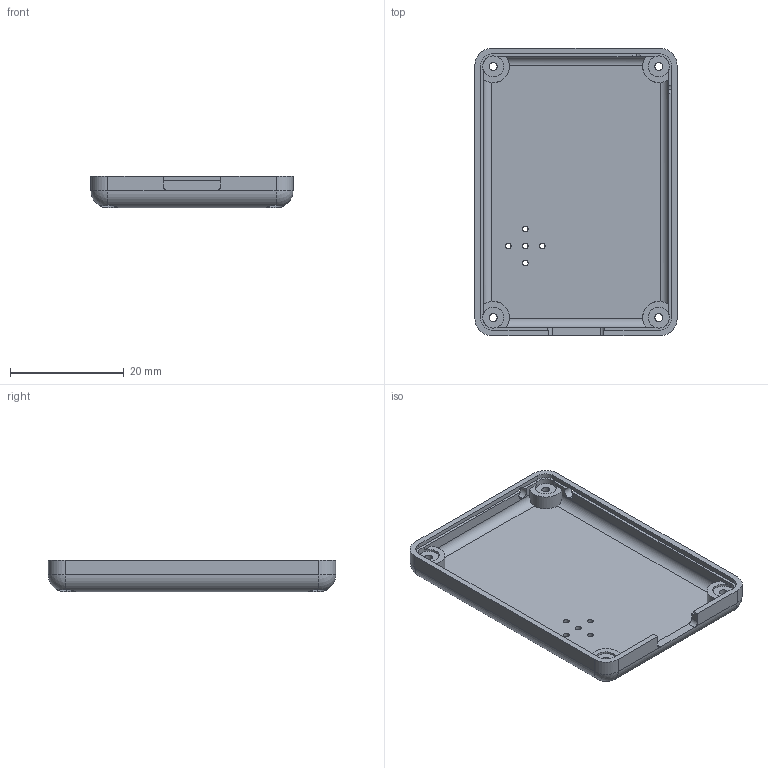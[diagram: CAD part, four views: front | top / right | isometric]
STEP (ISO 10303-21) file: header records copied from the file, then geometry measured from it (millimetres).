
FILE_DESCRIPTION((''),'2;1');
FILE_NAME('ARDUBOY_V3_5_ASM','2020-12-07T00:05:30',('shino'),(''),'CREO PARAMETRIC BY PTC INC, 2020053','CREO PARAMETRIC BY PTC INC, 2020053','');
FILE_SCHEMA(('CONFIG_CONTROL_DESIGN'));
Length unit declared in the file: millimetre
Products named in the file (3): 00; 00100_ASM; ARDUBOY_V3_5_ASM
Assembly tree (2 placements, depth 3):
  ARDUBOY_V3_5_ASM
    00100_ASM
      00
Bounding box: 35.55 x 50.55 x 5.6 mm (x, y, z)
Volume: 3411.7 mm3; surface area: 4988.7 mm2
Topology: 1 solids, 1 shells, 102 faces, 318 edges, 208 vertices
Faces by surface type: cylinder 62, plane 36, sphere 4
Entity records: 3861 total; most frequent: CARTESIAN_POINT 835, ORIENTED_EDGE 636, DIRECTION 630, EDGE_CURVE 318, AXIS2_PLACEMENT_3D 240, VERTEX_POINT 208, VECTOR 150, LINE 150
